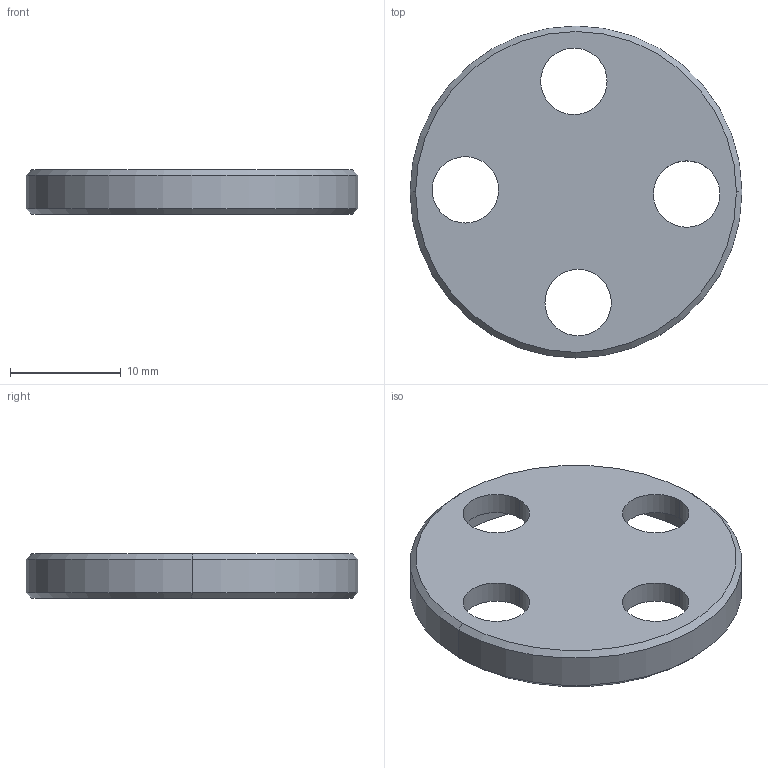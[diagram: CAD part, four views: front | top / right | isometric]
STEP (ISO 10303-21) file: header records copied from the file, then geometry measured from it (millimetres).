
FILE_DESCRIPTION (( 'STEP AP214' ), '1' );
FILE_NAME ('署赅 怛箅觇 让.17.01.00.23.STEP', '2017-12-18T22:12:55', ( '' ), ( '' ), 'SwSTEP 2.0', 'SolidWorks 2016', '' );
FILE_SCHEMA (( 'AUTOMOTIVE_DESIGN' ));
Length unit declared in the file: millimetre
Products named in the file (1): 署赅 怛箅觇 让.17.01.00.23
Bounding box: 30 x 30 x 4 mm (x, y, z)
Volume: 1346.4 mm3; surface area: 1835.4 mm2
Topology: 1 solids, 1 shells, 19 faces, 44 edges, 28 vertices
Faces by surface type: cylinder 12, cone 4, plane 3
Entity records: 604 total; most frequent: DIRECTION 112, CARTESIAN_POINT 92, ORIENTED_EDGE 88, AXIS2_PLACEMENT_3D 48, EDGE_CURVE 44, VERTEX_POINT 28, EDGE_LOOP 28, CIRCLE 28
